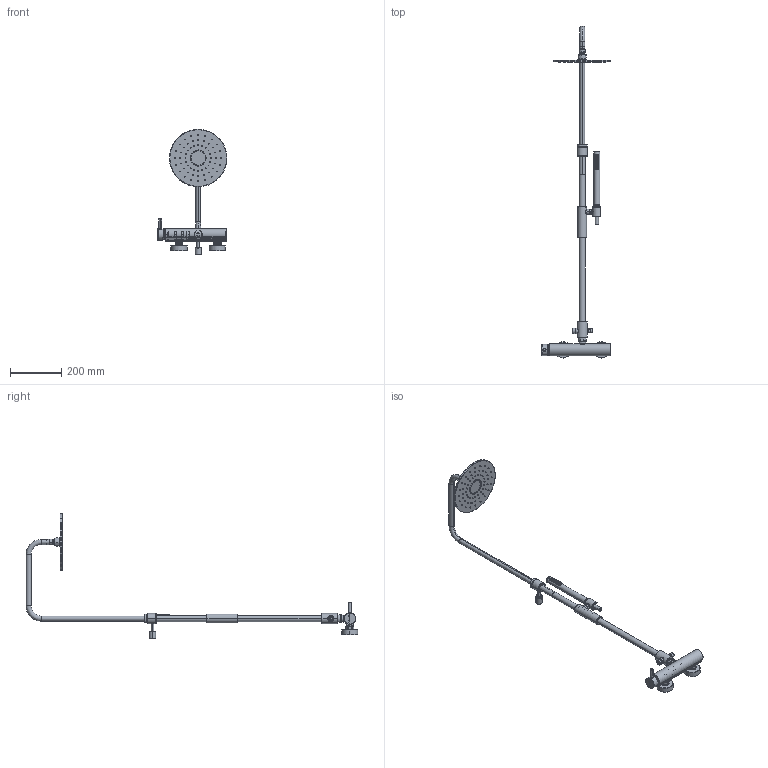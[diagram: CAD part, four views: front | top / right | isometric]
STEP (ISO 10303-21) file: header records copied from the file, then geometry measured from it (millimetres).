
FILE_DESCRIPTION((''),'2;1');
FILE_NAME('ZCOL621CR','2021-11-11T12:51:47',('ut3'),('PAFFONI SpA'),'CREO PARAMETRIC BY PTC INC, 2020044','CREO PARAMETRIC BY PTC INC, 2020044','');
FILE_SCHEMA(('CONFIG_CONTROL_DESIGN','SHAPE_APPEARANCE_LAYERS_GROUPS'));
Products named in the file (1): ZCOL621CR
Bounding box: 273.69 x 1300.7 x 491.3 mm (x, y, z)
Volume: 967124.8 mm3; surface area: 563671.2 mm2
Topology: 11 solids, 11 shells, 2294 faces, 5120 edges, 3214 vertices
Faces by surface type: cylinder 784, plane 766, cone 495, torus 129, bspline 78, sphere 42
Entity records: 110827 total; most frequent: CARTESIAN_POINT 43044, DIRECTION 11243, ORIENTED_EDGE 10200, EDGE_CURVE 5100, AXIS2_PLACEMENT_3D 4674, VERTEX_POINT 3214, EDGE_LOOP 2752, CIRCLE 2458
